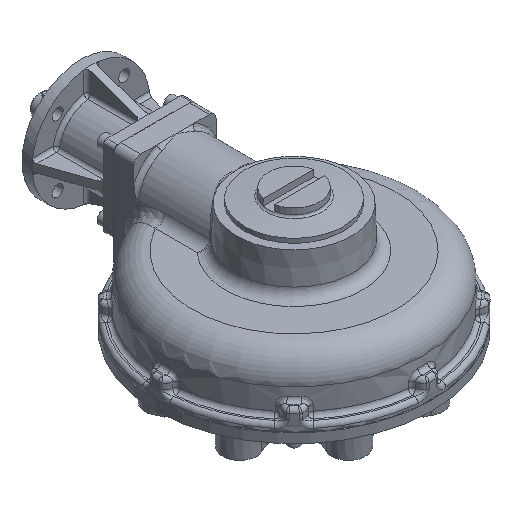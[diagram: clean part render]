
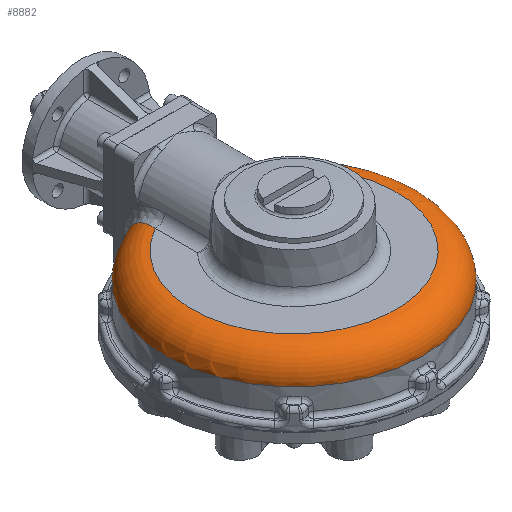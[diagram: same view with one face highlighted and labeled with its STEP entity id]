
A CAD part, isometric view. The second image highlights one B-rep face of the part: STEP entity #8882.
In plain terms, the highlighted toroidal (fillet/blend) face has major radius 151.5 mm and minor radius 40 mm.
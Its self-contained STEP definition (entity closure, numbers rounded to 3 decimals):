
#213=B_SPLINE_CURVE_WITH_KNOTS('',3,(#24029,#24030,#24031,#24032,#24033,
#24034,#24035,#24036),.UNSPECIFIED.,.F.,.F.,(4,1,1,1,1,4),(0.035,
0.043,0.048,0.052,0.06,
0.068),.UNSPECIFIED.);
#216=B_SPLINE_CURVE_WITH_KNOTS('',3,(#24122,#24123,#24124,#24125,#24126,
#24127,#24128),.UNSPECIFIED.,.F.,.F.,(4,1,1,1,4),(0.,0.008,
0.017,0.025,0.034),.UNSPECIFIED.);
#219=B_SPLINE_CURVE_WITH_KNOTS('',3,(#24226,#24227,#24228,#24229,#24230,
#24231,#24232,#24233),.UNSPECIFIED.,.F.,.F.,(4,1,1,1,1,4),(0.,0.009,
0.013,0.017,0.026,0.034),
 .UNSPECIFIED.);
#221=B_SPLINE_CURVE_WITH_KNOTS('',3,(#24355,#24356,#24357,#24358,#24359,
#24360,#24361,#24362,#24363),.UNSPECIFIED.,.F.,.F.,(4,1,1,1,1,1,4),(0.,
0.008,0.013,0.017,0.021,
0.025,0.034),.UNSPECIFIED.);
#3502=ORIENTED_EDGE('',*,*,#5188,.F.);
#3503=ORIENTED_EDGE('',*,*,#5164,.T.);
#3504=ORIENTED_EDGE('',*,*,#5160,.T.);
#3505=ORIENTED_EDGE('',*,*,#5189,.F.);
#3506=ORIENTED_EDGE('',*,*,#5178,.T.);
#3507=ORIENTED_EDGE('',*,*,#5175,.T.);
#5160=EDGE_CURVE('',#6105,#6103,#213,.T.);
#5164=EDGE_CURVE('',#6107,#6105,#216,.T.);
#5175=EDGE_CURVE('',#6111,#6110,#219,.T.);
#5178=EDGE_CURVE('',#6113,#6111,#221,.T.);
#5188=EDGE_CURVE('',#6107,#6110,#6796,.T.);
#5189=EDGE_CURVE('',#6113,#6103,#6797,.F.);
#6103=VERTEX_POINT('',#23932);
#6105=VERTEX_POINT('',#24018);
#6107=VERTEX_POINT('',#24108);
#6110=VERTEX_POINT('',#24139);
#6111=VERTEX_POINT('',#24212);
#6113=VERTEX_POINT('',#24343);
#6796=CIRCLE('',#13177,151.5);
#6797=CIRCLE('',#13178,191.5);
#7463=EDGE_LOOP('',(#3502,#3503,#3504,#3505,#3506,#3507));
#8175=FACE_BOUND('',#7463,.T.);
#8409=TOROIDAL_SURFACE('',#13176,151.5,40.);
#8882=ADVANCED_FACE('',(#8175),#8409,.T.);
#13176=AXIS2_PLACEMENT_3D('',#24462,#15601,#15602);
#13177=AXIS2_PLACEMENT_3D('',#24463,#15603,#15604);
#13178=AXIS2_PLACEMENT_3D('',#24464,#15605,#15606);
#15601=DIRECTION('',(0.,0.,1.));
#15602=DIRECTION('',(-1.,0.,0.));
#15603=DIRECTION('',(0.,0.,1.));
#15604=DIRECTION('',(-1.,0.,0.));
#15605=DIRECTION('',(0.,0.,1.));
#15606=DIRECTION('',(-1.,0.,0.));
#23932=CARTESIAN_POINT('',(-70.479,-3.916,-40.3));
#24018=CARTESIAN_POINT('',(-71.894,-18.352,-10.991));
#24029=CARTESIAN_POINT('',(-71.894,-18.352,-10.991));
#24030=CARTESIAN_POINT('',(-71.661,-16.151,-12.776));
#24031=CARTESIAN_POINT('',(-71.359,-13.172,-15.734));
#24032=CARTESIAN_POINT('',(-71.036,-9.87,-20.24));
#24033=CARTESIAN_POINT('',(-70.765,-7.027,-25.187));
#24034=CARTESIAN_POINT('',(-70.542,-4.612,-31.752));
#24035=CARTESIAN_POINT('',(-70.479,-3.916,-37.45));
#24036=CARTESIAN_POINT('',(-70.479,-3.916,-40.3));
#24108=CARTESIAN_POINT('',(-74.565,-50.095,-0.3));
#24122=CARTESIAN_POINT('',(-74.565,-50.095,-0.3));
#24123=CARTESIAN_POINT('',(-74.145,-47.244,-0.3));
#24124=CARTESIAN_POINT('',(-73.45,-41.599,-0.688));
#24125=CARTESIAN_POINT('',(-72.815,-33.338,-2.572));
#24126=CARTESIAN_POINT('',(-72.429,-25.33,-5.993));
#24127=CARTESIAN_POINT('',(-72.13,-20.591,-9.175));
#24128=CARTESIAN_POINT('',(-71.894,-18.352,-10.991));
#24139=CARTESIAN_POINT('',(74.565,-50.095,-0.3));
#24212=CARTESIAN_POINT('',(71.894,-18.352,-10.991));
#24226=CARTESIAN_POINT('',(71.894,-18.352,-10.991));
#24227=CARTESIAN_POINT('',(72.129,-20.584,-9.181));
#24228=CARTESIAN_POINT('',(72.354,-24.133,-6.804));
#24229=CARTESIAN_POINT('',(72.616,-29.24,-4.318));
#24230=CARTESIAN_POINT('',(72.916,-34.634,-2.283));
#24231=CARTESIAN_POINT('',(73.444,-41.555,-0.69));
#24232=CARTESIAN_POINT('',(74.145,-47.248,-0.3));
#24233=CARTESIAN_POINT('',(74.565,-50.095,-0.3));
#24343=CARTESIAN_POINT('',(70.479,-3.916,-40.3));
#24355=CARTESIAN_POINT('',(70.479,-3.916,-40.3));
#24356=CARTESIAN_POINT('',(70.479,-3.916,-37.454));
#24357=CARTESIAN_POINT('',(70.524,-4.414,-33.281));
#24358=CARTESIAN_POINT('',(70.675,-6.052,-27.841));
#24359=CARTESIAN_POINT('',(70.833,-7.737,-23.954));
#24360=CARTESIAN_POINT('',(71.032,-9.825,-20.31));
#24361=CARTESIAN_POINT('',(71.359,-13.177,-15.717));
#24362=CARTESIAN_POINT('',(71.663,-16.171,-12.76));
#24363=CARTESIAN_POINT('',(71.894,-18.352,-10.991));
#24462=CARTESIAN_POINT('',(0.,-181.975,-40.3));
#24463=CARTESIAN_POINT('',(0.,-181.975,-0.3));
#24464=CARTESIAN_POINT('',(0.,-181.975,-40.3));
